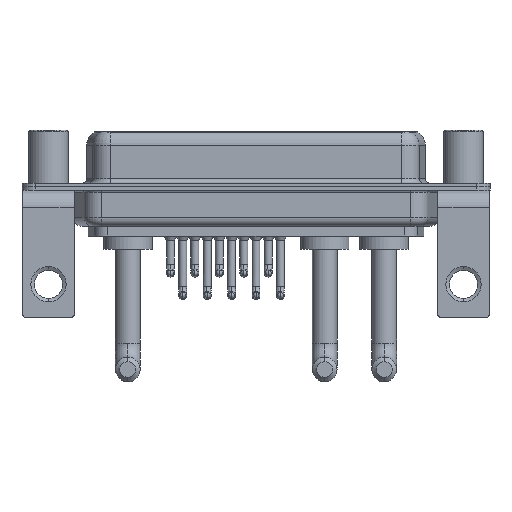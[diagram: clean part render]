
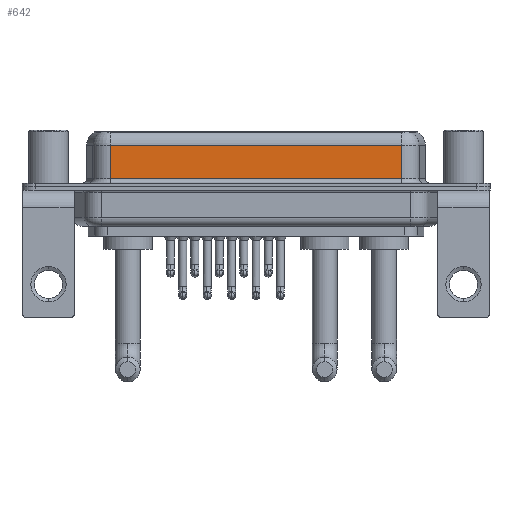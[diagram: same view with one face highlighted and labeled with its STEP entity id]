
A CAD part, front view. The second image highlights one B-rep face of the part: STEP entity #642.
In plain terms, the highlighted planar face has unit normal (0, -1, 0).
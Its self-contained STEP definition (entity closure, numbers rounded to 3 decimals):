
#642 = ADVANCED_FACE ( 'NONE', ( #15928 ), #17676, .F. ) ;
#998 = DIRECTION ( 'NONE',  ( 0., 1., 0. ) ) ;
#1008 = CARTESIAN_POINT ( 'NONE',  ( 40.037, -3.95, 4.65 ) ) ;
#1109 = LINE ( 'NONE', #1008, #8877 ) ;
#1218 = CARTESIAN_POINT ( 'NONE',  ( 40.037, -3.95, 0.9 ) ) ;
#6914 = ORIENTED_EDGE ( 'NONE', *, *, #9459, .F. ) ;
#7166 = ORIENTED_EDGE ( 'NONE', *, *, #13813, .T. ) ;
#7657 = DIRECTION ( 'NONE',  ( 0., 0., 1. ) ) ;
#8378 = VECTOR ( 'NONE', #21360, 1000. ) ;
#8877 = VECTOR ( 'NONE', #21073, 1000. ) ;
#9344 = ORIENTED_EDGE ( 'NONE', *, *, #20007, .T. ) ;
#9459 = EDGE_CURVE ( 'NONE', #19229, #13859, #17835, .T. ) ;
#9511 = CARTESIAN_POINT ( 'NONE',  ( 40.037, -3.95, 0.9 ) ) ;
#9942 = LINE ( 'NONE', #1218, #16384 ) ;
#10943 = CARTESIAN_POINT ( 'NONE',  ( 40.037, -3.95, 4.65 ) ) ;
#11321 = CARTESIAN_POINT ( 'NONE',  ( 7.013, -3.95, 0.9 ) ) ;
#12497 = VERTEX_POINT ( 'NONE', #20046 ) ;
#13244 = CARTESIAN_POINT ( 'NONE',  ( 40.037, -3.95, 6.4 ) ) ;
#13813 = EDGE_CURVE ( 'NONE', #14880, #13859, #9942, .T. ) ;
#13859 = VERTEX_POINT ( 'NONE', #9511 ) ;
#14479 = CARTESIAN_POINT ( 'NONE',  ( 7.013, -3.95, 6.4 ) ) ;
#14764 = VECTOR ( 'NONE', #16408, 1000. ) ;
#14880 = VERTEX_POINT ( 'NONE', #11321 ) ;
#15210 = AXIS2_PLACEMENT_3D ( 'NONE', #21279, #998, #7657 ) ;
#15290 = ORIENTED_EDGE ( 'NONE', *, *, #15761, .T. ) ;
#15660 = EDGE_LOOP ( 'NONE', ( #6914, #9344, #15290, #7166 ) ) ;
#15761 = EDGE_CURVE ( 'NONE', #12497, #14880, #19823, .T. ) ;
#15928 = FACE_OUTER_BOUND ( 'NONE', #15660, .T. ) ;
#16377 = DIRECTION ( 'NONE',  ( 1., 0., 0. ) ) ;
#16384 = VECTOR ( 'NONE', #16377, 1000. ) ;
#16408 = DIRECTION ( 'NONE',  ( 0., 0., -1. ) ) ;
#17676 = PLANE ( 'NONE',  #15210 ) ;
#17835 = LINE ( 'NONE', #13244, #14764 ) ;
#19229 = VERTEX_POINT ( 'NONE', #10943 ) ;
#19823 = LINE ( 'NONE', #14479, #8378 ) ;
#20007 = EDGE_CURVE ( 'NONE', #19229, #12497, #1109, .T. ) ;
#20046 = CARTESIAN_POINT ( 'NONE',  ( 7.013, -3.95, 4.65 ) ) ;
#21073 = DIRECTION ( 'NONE',  ( -1., 0., 0. ) ) ;
#21279 = CARTESIAN_POINT ( 'NONE',  ( 40.037, -3.95, 6.4 ) ) ;
#21360 = DIRECTION ( 'NONE',  ( 0., 0., -1. ) ) ;
